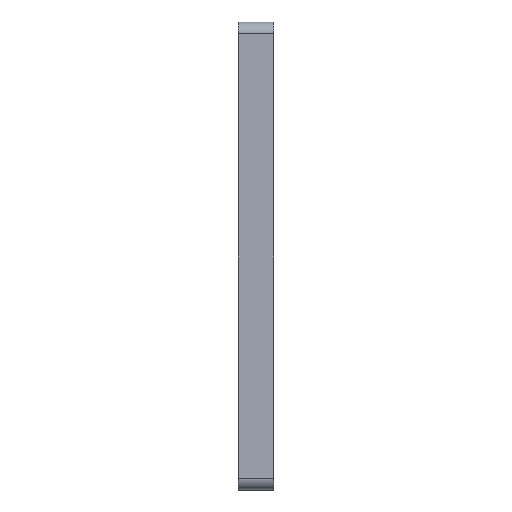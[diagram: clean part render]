
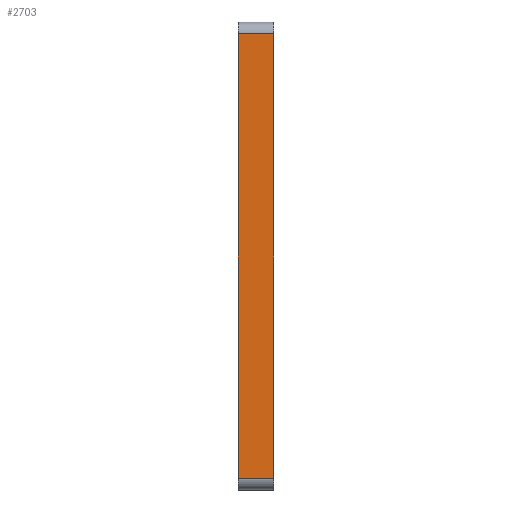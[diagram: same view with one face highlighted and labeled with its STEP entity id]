
A CAD part, left-side view. The second image highlights one B-rep face of the part: STEP entity #2703.
In plain terms, the highlighted planar face has unit normal (-1, 0, 0).
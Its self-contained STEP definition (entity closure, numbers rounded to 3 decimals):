
#96 = DIRECTION ( 'NONE',  ( 0., 1., 0. ) ) ;
#154 = ORIENTED_EDGE ( 'NONE', *, *, #2235, .F. ) ;
#517 = VERTEX_POINT ( 'NONE', #14126 ) ;
#767 = CARTESIAN_POINT ( 'NONE',  ( -31.5, -7., -19. ) ) ;
#1235 = VERTEX_POINT ( 'NONE', #8474 ) ;
#1879 = FACE_OUTER_BOUND ( 'NONE', #11450, .T. ) ;
#2235 = EDGE_CURVE ( 'NONE', #8141, #517, #9875, .T. ) ;
#2441 = PLANE ( 'NONE',  #12680 ) ;
#2459 = CARTESIAN_POINT ( 'NONE',  ( -31.5, 3., 19. ) ) ;
#2703 = ADVANCED_FACE ( 'NONE', ( #1879 ), #2441, .F. ) ;
#2979 = CARTESIAN_POINT ( 'NONE',  ( -31.5, 0., 0. ) ) ;
#5167 = EDGE_CURVE ( 'NONE', #1235, #10894, #12638, .T. ) ;
#5251 = ORIENTED_EDGE ( 'NONE', *, *, #5167, .T. ) ;
#5626 = DIRECTION ( 'NONE',  ( 0., 0., -1. ) ) ;
#7002 = DIRECTION ( 'NONE',  ( 0., -1., 0. ) ) ;
#7948 = VECTOR ( 'NONE', #5626, 1000. ) ;
#8022 = VECTOR ( 'NONE', #7002, 1000. ) ;
#8043 = EDGE_CURVE ( 'NONE', #10894, #517, #8391, .T. ) ;
#8141 = VERTEX_POINT ( 'NONE', #8404 ) ;
#8325 = ORIENTED_EDGE ( 'NONE', *, *, #8408, .T. ) ;
#8391 = LINE ( 'NONE', #767, #8022 ) ;
#8404 = CARTESIAN_POINT ( 'NONE',  ( -31.5, 0., 19. ) ) ;
#8408 = EDGE_CURVE ( 'NONE', #8141, #1235, #12078, .T. ) ;
#8474 = CARTESIAN_POINT ( 'NONE',  ( -31.5, 3., 19. ) ) ;
#8781 = VECTOR ( 'NONE', #96, 1000. ) ;
#9499 = CARTESIAN_POINT ( 'NONE',  ( -31.5, 3., 0. ) ) ;
#9855 = DIRECTION ( 'NONE',  ( 1., 0., 0. ) ) ;
#9875 = LINE ( 'NONE', #2979, #7948 ) ;
#10027 = DIRECTION ( 'NONE',  ( 0., 0., -1. ) ) ;
#10894 = VERTEX_POINT ( 'NONE', #13284 ) ;
#11450 = EDGE_LOOP ( 'NONE', ( #5251, #16022, #154, #8325 ) ) ;
#12078 = LINE ( 'NONE', #2459, #8781 ) ;
#12638 = LINE ( 'NONE', #9499, #15770 ) ;
#12680 = AXIS2_PLACEMENT_3D ( 'NONE', #16101, #9855, #10027 ) ;
#13284 = CARTESIAN_POINT ( 'NONE',  ( -31.5, 3., -19. ) ) ;
#14126 = CARTESIAN_POINT ( 'NONE',  ( -31.5, 0., -19. ) ) ;
#15585 = DIRECTION ( 'NONE',  ( 0., 0., -1. ) ) ;
#15770 = VECTOR ( 'NONE', #15585, 1000. ) ;
#16022 = ORIENTED_EDGE ( 'NONE', *, *, #8043, .T. ) ;
#16101 = CARTESIAN_POINT ( 'NONE',  ( -31.5, -7., 0. ) ) ;
